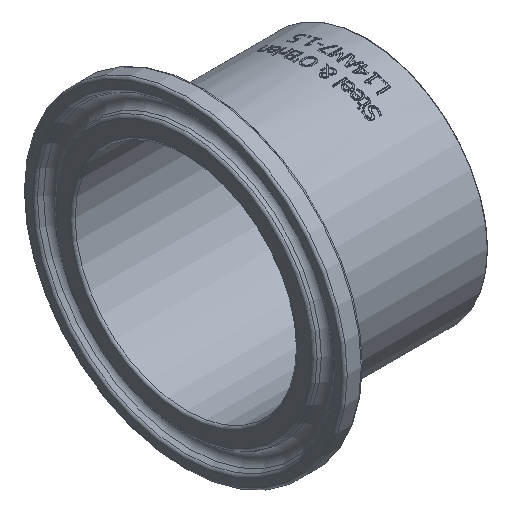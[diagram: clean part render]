
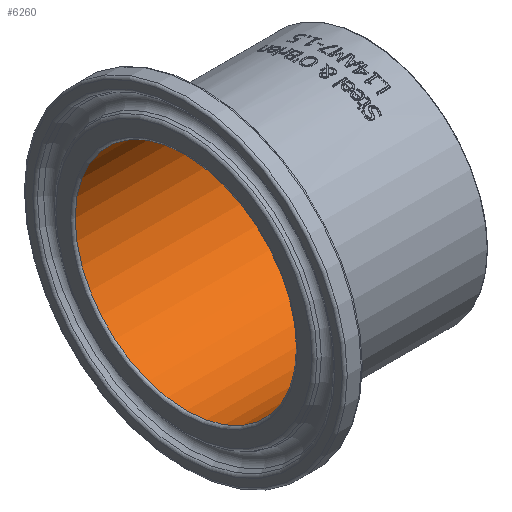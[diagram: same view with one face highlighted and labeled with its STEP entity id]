
A CAD part, isometric view. The second image highlights one B-rep face of the part: STEP entity #6260.
In plain terms, the highlighted cylindrical face has radius 17.399 mm (diameter 34.798 mm), a full revolution.
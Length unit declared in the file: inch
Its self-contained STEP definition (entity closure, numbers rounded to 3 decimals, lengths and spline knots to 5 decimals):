
#105=FACE_BOUND('',#1146,.T.);
#757=FACE_OUTER_BOUND('',#1145,.T.);
#1145=EDGE_LOOP('',(#5827));
#1146=EDGE_LOOP('',(#5828));
#1335=CIRCLE('',#6679,0.685);
#1337=CIRCLE('',#6683,0.685);
#3093=VERTEX_POINT('',#13348);
#3095=VERTEX_POINT('',#13354);
#4011=EDGE_CURVE('',#3093,#3093,#1335,.T.);
#4013=EDGE_CURVE('',#3095,#3095,#1337,.T.);
#5827=ORIENTED_EDGE('',*,*,#4013,.F.);
#5828=ORIENTED_EDGE('',*,*,#4011,.F.);
#5896=CYLINDRICAL_SURFACE('',#6682,0.685);
#6260=ADVANCED_FACE('',(#757,#105),#5896,.F.);
#6679=AXIS2_PLACEMENT_3D('',#13349,#7949,#7950);
#6682=AXIS2_PLACEMENT_3D('',#13353,#7955,#7956);
#6683=AXIS2_PLACEMENT_3D('',#13355,#7957,#7958);
#7949=DIRECTION('center_axis',(-1.,0.,0.));
#7950=DIRECTION('ref_axis',(0.,-1.,0.));
#7955=DIRECTION('center_axis',(1.,0.,0.));
#7956=DIRECTION('ref_axis',(0.,1.,0.));
#7957=DIRECTION('center_axis',(1.,0.,0.));
#7958=DIRECTION('ref_axis',(0.,-1.,0.));
#13348=CARTESIAN_POINT('',(1.12,0.685,0.));
#13349=CARTESIAN_POINT('Origin',(1.12,0.,0.));
#13353=CARTESIAN_POINT('Origin',(0.578,0.,0.));
#13354=CARTESIAN_POINT('',(0.015,0.685,0.));
#13355=CARTESIAN_POINT('Origin',(0.015,0.,0.));
